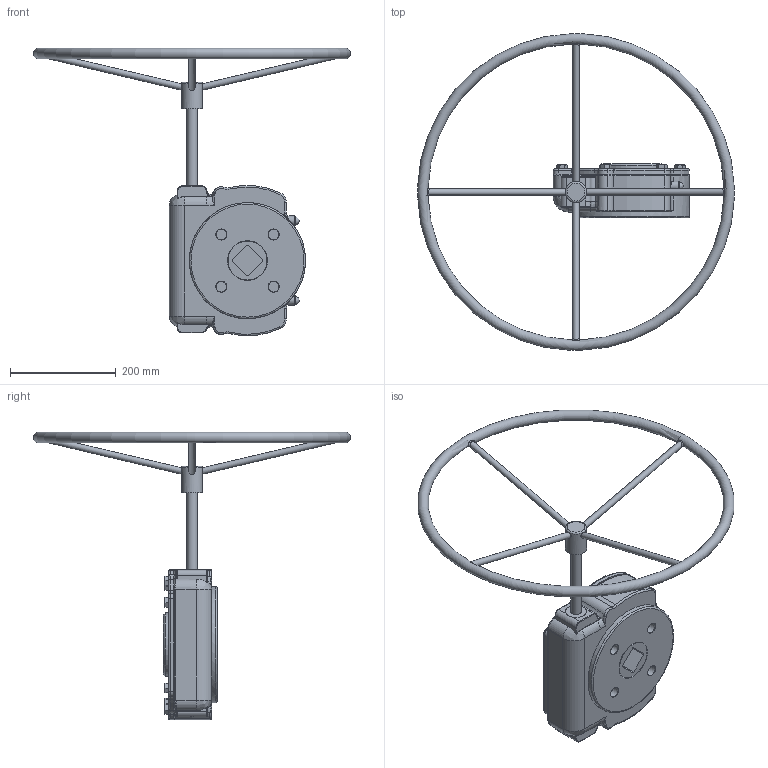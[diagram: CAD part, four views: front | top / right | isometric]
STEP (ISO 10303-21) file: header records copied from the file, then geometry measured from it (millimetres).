
FILE_DESCRIPTION(/* description */ (''),/* implementation_level */ '2;1');
FILE_NAME(/* name */ 'HARC-11_3D_STEP.stp',/* time_stamp */ '2024-08-15T23:49:58+03:00',/* author */ ('igorr'),/* organization */ (''),/* preprocessor_version */ 'ST-DEVELOPER v20',/* originating_system */ 'Autodesk Inventor 2025',/* authorisation */ '');
FILE_SCHEMA (('AUTOMOTIVE_DESIGN { 1 0 10303 214 3 1 1 }'));
Length unit declared in the file: millimetre
Products named in the file (5): Сборка; Деталь 2; Деталь1; BS 4168 - M6 x 16; AS 1110 - M12 x 20
Assembly tree (11 placements, depth 2):
  Сборка
    Деталь 2
    Деталь1
    BS 4168 - M6 x 16  x2
    AS 1110 - M12 x 20  x7
Bounding box: 599.98 x 599.98 x 544.2 mm (x, y, z)
Volume: 6293204.1 mm3; surface area: 620557.6 mm2
Topology: 12 solids, 12 shells, 729 faces, 1802 edges, 1138 vertices
Faces by surface type: plane 353, cylinder 129, bspline 123, cone 62, torus 60, sphere 2
Full cylindrical faces by diameter (mm): 3.483 x1, 3.832 x1, 6 x2, 10 x14, 12 x13, 18 x9, 20 x5, 39.5 x1, 40 x2, 74 x1, 75 x1, 120 x1, 220 x1
Entity records: 20661 total; most frequent: CARTESIAN_POINT 6717, ORIENTED_EDGE 2922, DIRECTION 2441, EDGE_CURVE 1461, VERTEX_POINT 939, AXIS2_PLACEMENT_3D 832, LINE 777, VECTOR 777
